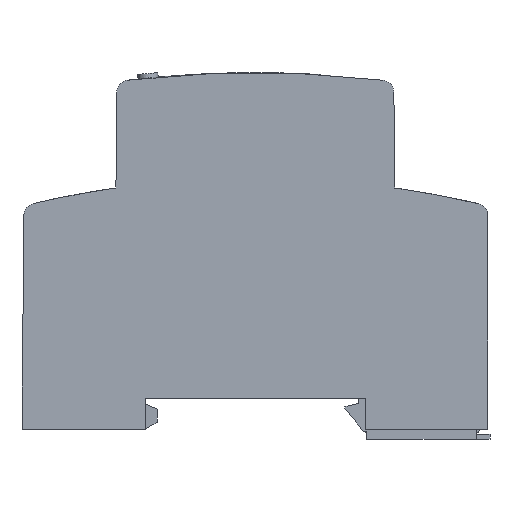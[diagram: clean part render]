
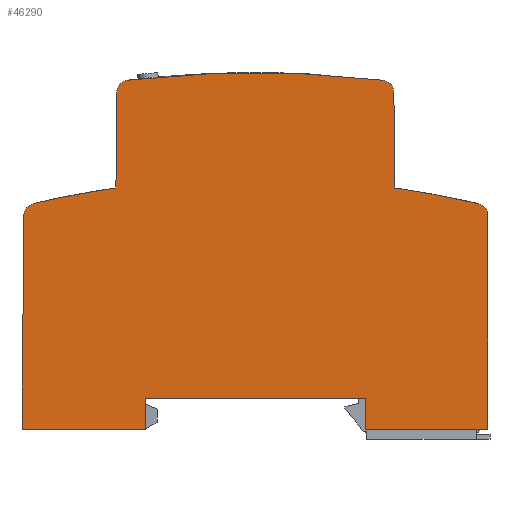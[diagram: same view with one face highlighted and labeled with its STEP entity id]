
A CAD part, left-side view. The second image highlights one B-rep face of the part: STEP entity #46290.
In plain terms, the highlighted face is planar.
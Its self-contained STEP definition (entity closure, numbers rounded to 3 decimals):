
#4740=CARTESIAN_POINT('',(46.992,70.373,-20.25));
#4750=VERTEX_POINT('',#4740);
#4780=CARTESIAN_POINT('',(48.992,70.355,-20.25));
#4790=DIRECTION('',(0.,0.,1.));
#4800=DIRECTION('',(1.,0.,0.));
#4810=AXIS2_PLACEMENT_3D('',#4780,#4790,#4800);
#4820=CIRCLE('',#4810,2.);
#4830=CARTESIAN_POINT('',(48.757,72.341,-20.25));
#4840=VERTEX_POINT('',#4830);
#4850=EDGE_CURVE('',#4840,#4750,#4820,.T.);
#6090=CARTESIAN_POINT('',(106.975,16.056,-20.25));
#6100=VERTEX_POINT('',#6090);
#6150=CARTESIAN_POINT('',(45.021,16.056,-20.25));
#6160=DIRECTION('',(1.,0.,0.));
#6170=VECTOR('',#6160,1.);
#6180=LINE('',#6150,#6170);
#6190=CARTESIAN_POINT('',(87.091,16.056,-20.25));
#6200=VERTEX_POINT('',#6190);
#6210=EDGE_CURVE('',#6200,#6100,#6180,.T.);
#10350=CARTESIAN_POINT('',(69.341,-101.444,-20.25));
#10360=DIRECTION('',(0.,0.,-1.));
#10370=DIRECTION('',(-1.,0.,0.));
#10380=AXIS2_PLACEMENT_3D('',#10350,#10360,#10370);
#10390=CIRCLE('',#10380,175.);
#10400=CARTESIAN_POINT('',(89.926,72.341,-20.25));
#10410=VERTEX_POINT('',#10400);
#10420=EDGE_CURVE('',#4840,#10410,#10390,.T.);
#26590=CARTESIAN_POINT('',(91.825,54.948,-20.25));
#26600=VERTEX_POINT('',#26590);
#26630=CARTESIAN_POINT('',(69.341,-101.444,-20.25));
#26640=DIRECTION('',(0.,0.,-1.));
#26650=DIRECTION('',(-1.,0.,0.));
#26660=AXIS2_PLACEMENT_3D('',#26630,#26640,#26650);
#26670=CIRCLE('',#26660,158.);
#26680=CARTESIAN_POINT('',(105.127,52.45,-20.25));
#26690=VERTEX_POINT('',#26680);
#26700=EDGE_CURVE('',#26600,#26690,#26670,.T.);
#29510=CARTESIAN_POINT('',(91.69,70.373,-20.25));
#29520=VERTEX_POINT('',#29510);
#29550=CARTESIAN_POINT('',(91.822,55.264,-20.25));
#29560=DIRECTION('',(-0.009,1.,
0.));
#29570=VECTOR('',#29560,1.);
#29580=LINE('',#29550,#29570);
#29590=EDGE_CURVE('',#26600,#29520,#29580,.T.);
#30030=CARTESIAN_POINT('',(45.021,21.056,-20.25));
#30040=DIRECTION('',(1.,0.,0.));
#30050=VECTOR('',#30040,1.);
#30060=LINE('',#30030,#30050);
#30070=CARTESIAN_POINT('',(51.591,21.056,-20.25));
#30080=VERTEX_POINT('',#30070);
#30090=CARTESIAN_POINT('',(87.091,21.056,-20.25));
#30100=VERTEX_POINT('',#30090);
#30110=EDGE_CURVE('',#30080,#30100,#30060,.T.);
#32250=CARTESIAN_POINT('',(87.091,55.264,-20.25));
#32260=DIRECTION('',(0.,-1.,0.));
#32270=VECTOR('',#32260,1.);
#32280=LINE('',#32250,#32270);
#32290=EDGE_CURVE('',#30100,#6200,#32280,.T.);
#33690=CARTESIAN_POINT('',(46.858,54.948,-20.25));
#33700=VERTEX_POINT('',#33690);
#33730=CARTESIAN_POINT('',(46.861,55.264,-20.25));
#33740=DIRECTION('',(-0.009,-1.,
0.));
#33750=VECTOR('',#33740,1.);
#33760=LINE('',#33730,#33750);
#33770=EDGE_CURVE('',#4750,#33700,#33760,.T.);
#36750=CARTESIAN_POINT('',(89.69,70.355,-20.25));
#36760=DIRECTION('',(0.,0.,1.));
#36770=DIRECTION('',(1.,0.,0.));
#36780=AXIS2_PLACEMENT_3D('',#36750,#36760,#36770);
#36790=CIRCLE('',#36780,2.);
#36800=EDGE_CURVE('',#29520,#10410,#36790,.T.);
#45580=CARTESIAN_POINT('',(69.341,23.506,-20.25));
#45590=DIRECTION('',(0.,0.,-1.));
#45600=DIRECTION('',(-1.,0.,0.));
#45610=AXIS2_PLACEMENT_3D('',#45580,#45590,#45600);
#45620=PLANE('',#45610);
#45630=CARTESIAN_POINT('',(69.341,-101.444,-20.25));
#45640=DIRECTION('',(0.,0.,-1.));
#45650=DIRECTION('',(-1.,0.,0.));
#45660=AXIS2_PLACEMENT_3D('',#45630,#45640,#45650);
#45670=CIRCLE('',#45660,158.);
#45680=CARTESIAN_POINT('',(33.386,52.411,
-20.25));
#45690=VERTEX_POINT('',#45680);
#45700=EDGE_CURVE('',#45690,#33700,#45670,.T.);
#45710=ORIENTED_EDGE('',*,*,#45700,.T.);
#45720=CARTESIAN_POINT('',(33.841,50.463,
-20.25));
#45730=DIRECTION('',(0.,0.,-1.));
#45740=DIRECTION('',(-1.,0.,0.));
#45750=AXIS2_PLACEMENT_3D('',#45720,#45730,#45740);
#45760=CIRCLE('',#45750,2.);
#45770=CARTESIAN_POINT('',(31.841,50.463,
-20.25));
#45780=VERTEX_POINT('',#45770);
#45790=EDGE_CURVE('',#45780,#45690,#45760,.T.);
#45800=ORIENTED_EDGE('',*,*,#45790,.T.);
#45810=CARTESIAN_POINT('',(31.841,55.264,
-20.25));
#45820=DIRECTION('',(0.,1.,0.));
#45830=VECTOR('',#45820,1.);
#45840=LINE('',#45810,#45830);
#45850=CARTESIAN_POINT('',(31.841,16.056,-20.25));
#45860=VERTEX_POINT('',#45850);
#45870=EDGE_CURVE('',#45860,#45780,#45840,.T.);
#45880=ORIENTED_EDGE('',*,*,#45870,.T.);
#45890=CARTESIAN_POINT('',(45.021,16.056,-20.25));
#45900=DIRECTION('',(1.,0.,0.));
#45910=VECTOR('',#45900,1.);
#45920=LINE('',#45890,#45910);
#45930=CARTESIAN_POINT('',(51.591,16.056,-20.25));
#45940=VERTEX_POINT('',#45930);
#45950=EDGE_CURVE('',#45860,#45940,#45920,.T.);
#45960=ORIENTED_EDGE('',*,*,#45950,.F.);
#45970=CARTESIAN_POINT('',(51.591,55.264,-20.25));
#45980=DIRECTION('',(0.,-1.,0.));
#45990=VECTOR('',#45980,1.);
#46000=LINE('',#45970,#45990);
#46010=EDGE_CURVE('',#30080,#45940,#46000,.T.);
#46020=ORIENTED_EDGE('',*,*,#46010,.T.);
#46030=ORIENTED_EDGE('',*,*,#30110,.F.);
#46040=ORIENTED_EDGE('',*,*,#32290,.F.);
#46050=ORIENTED_EDGE('',*,*,#6210,.F.);
#46060=CARTESIAN_POINT('',(106.633,55.264,-20.25));
#46070=DIRECTION('',(0.009,-1.,
0.));
#46080=VECTOR('',#46070,1.);
#46090=LINE('',#46060,#46080);
#46100=CARTESIAN_POINT('',(106.674,50.52,-20.25));
#46110=VERTEX_POINT('',#46100);
#46120=EDGE_CURVE('',#46110,#6100,#46090,.T.);
#46130=ORIENTED_EDGE('',*,*,#46120,.T.);
#46140=CARTESIAN_POINT('',(104.674,50.502,-20.25));
#46150=DIRECTION('',(0.,0.,-1.));
#46160=DIRECTION('',(-1.,0.,0.));
#46170=AXIS2_PLACEMENT_3D('',#46140,#46150,#46160);
#46180=CIRCLE('',#46170,2.);
#46190=EDGE_CURVE('',#26690,#46110,#46180,.T.);
#46200=ORIENTED_EDGE('',*,*,#46190,.T.);
#46210=ORIENTED_EDGE('',*,*,#26700,.T.);
#46220=ORIENTED_EDGE('',*,*,#29590,.F.);
#46230=ORIENTED_EDGE('',*,*,#36800,.F.);
#46240=ORIENTED_EDGE('',*,*,#10420,.T.);
#46250=ORIENTED_EDGE('',*,*,#4850,.F.);
#46260=ORIENTED_EDGE('',*,*,#33770,.F.);
#46270=EDGE_LOOP('',(#46260,#46250,#46240,#46230,#46220,#46210,#46200,
#46130,#46050,#46040,#46030,#46020,#45960,#45880,#45800,#45710));
#46280=FACE_OUTER_BOUND('',#46270,.T.);
#46290=ADVANCED_FACE('',(#46280),#45620,.T.);
